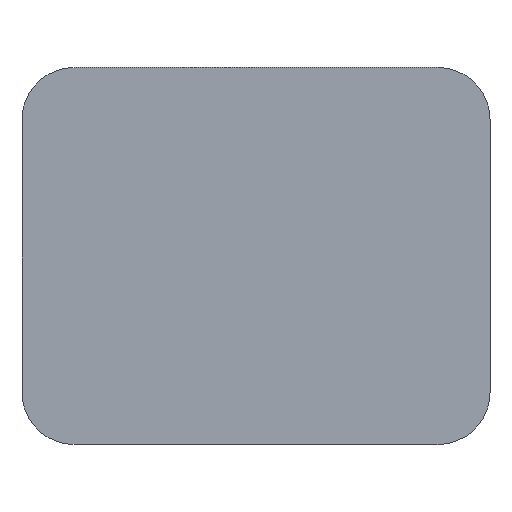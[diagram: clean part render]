
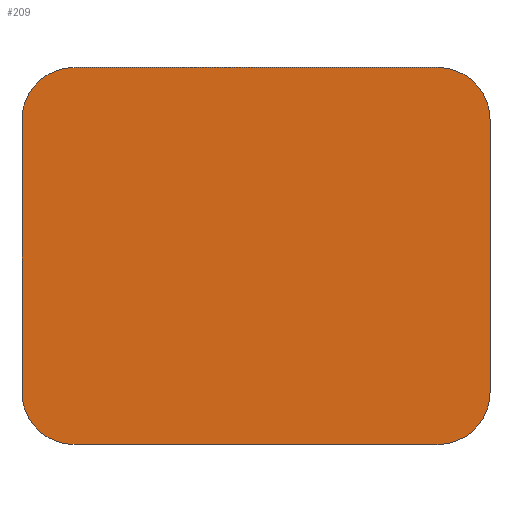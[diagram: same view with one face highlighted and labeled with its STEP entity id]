
A CAD part, top view. The second image highlights one B-rep face of the part: STEP entity #209.
In plain terms, the highlighted planar face has unit normal (0, 0, 1).
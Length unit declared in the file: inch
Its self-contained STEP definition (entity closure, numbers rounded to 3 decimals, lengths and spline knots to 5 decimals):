
#1 = ORIENTED_EDGE ( 'NONE', *, *, #227, .T. ) ;
#3 = VECTOR ( 'NONE', #365, 39.37008 ) ;
#4 = VERTEX_POINT ( 'NONE', #164 ) ;
#5 = LINE ( 'NONE', #212, #260 ) ;
#7 = LINE ( 'NONE', #328, #144 ) ;
#12 = DIRECTION ( 'NONE',  ( 0., 0., 1. ) ) ;
#20 = CARTESIAN_POINT ( 'NONE',  ( -0.55118, 0.57087, 0.02 ) ) ;
#21 = ORIENTED_EDGE ( 'NONE', *, *, #83, .T. ) ;
#24 = EDGE_CURVE ( 'NONE', #4, #123, #369, .T. ) ;
#30 = AXIS2_PLACEMENT_3D ( 'NONE', #170, #309, #79 ) ;
#35 = CARTESIAN_POINT ( 'NONE',  ( 0.55118, 0.57087, 0.02 ) ) ;
#40 = CARTESIAN_POINT ( 'NONE',  ( 0.55118, 0.41339, 0.02 ) ) ;
#44 = ORIENTED_EDGE ( 'NONE', *, *, #200, .T. ) ;
#54 = VERTEX_POINT ( 'NONE', #187 ) ;
#58 = VERTEX_POINT ( 'NONE', #20 ) ;
#59 = DIRECTION ( 'NONE',  ( 1., 0., 0. ) ) ;
#60 = AXIS2_PLACEMENT_3D ( 'NONE', #270, #221, #338 ) ;
#61 = DIRECTION ( 'NONE',  ( 0., 1., 0. ) ) ;
#63 = DIRECTION ( 'NONE',  ( 0., 0., 1. ) ) ;
#66 = DIRECTION ( 'NONE',  ( 1., 0., 0. ) ) ;
#74 = EDGE_CURVE ( 'NONE', #58, #224, #231, .T. ) ;
#75 = ORIENTED_EDGE ( 'NONE', *, *, #24, .T. ) ;
#76 = ORIENTED_EDGE ( 'NONE', *, *, #74, .T. ) ;
#79 = DIRECTION ( 'NONE',  ( 1., 0., 0. ) ) ;
#83 = EDGE_CURVE ( 'NONE', #176, #199, #281, .T. ) ;
#86 = EDGE_CURVE ( 'NONE', #224, #4, #163, .T. ) ;
#91 = PLANE ( 'NONE',  #358 ) ;
#102 = AXIS2_PLACEMENT_3D ( 'NONE', #127, #137, #249 ) ;
#123 = VERTEX_POINT ( 'NONE', #219 ) ;
#127 = CARTESIAN_POINT ( 'NONE',  ( -0.55118, -0.41339, 0.02 ) ) ;
#130 = DIRECTION ( 'NONE',  ( 1., 0., 0. ) ) ;
#135 = CARTESIAN_POINT ( 'NONE',  ( -0.70866, 0.57087, 0.02 ) ) ;
#137 = DIRECTION ( 'NONE',  ( 0., 0., 1. ) ) ;
#139 = CIRCLE ( 'NONE', #30, 0.15748 ) ;
#144 = VECTOR ( 'NONE', #61, 39.37008 ) ;
#152 = CARTESIAN_POINT ( 'NONE',  ( 0.55118, -0.57087, 0.02 ) ) ;
#154 = EDGE_CURVE ( 'NONE', #199, #58, #252, .T. ) ;
#158 = CARTESIAN_POINT ( 'NONE',  ( -0.70866, 0.57087, 0.02 ) ) ;
#163 = LINE ( 'NONE', #158, #3 ) ;
#164 = CARTESIAN_POINT ( 'NONE',  ( -0.70866, -0.41339, 0.02 ) ) ;
#166 = ORIENTED_EDGE ( 'NONE', *, *, #154, .T. ) ;
#170 = CARTESIAN_POINT ( 'NONE',  ( 0.55118, -0.41339, 0.02 ) ) ;
#176 = VERTEX_POINT ( 'NONE', #210 ) ;
#182 = CARTESIAN_POINT ( 'NONE',  ( -0.70866, 0.41339, 0.02 ) ) ;
#184 = CARTESIAN_POINT ( 'NONE',  ( -0.70866, -0.57087, 0.02 ) ) ;
#187 = CARTESIAN_POINT ( 'NONE',  ( 0.70866, -0.41339, 0.02 ) ) ;
#196 = ORIENTED_EDGE ( 'NONE', *, *, #86, .T. ) ;
#199 = VERTEX_POINT ( 'NONE', #35 ) ;
#200 = EDGE_CURVE ( 'NONE', #123, #259, #5, .T. ) ;
#209 = ADVANCED_FACE ( 'NONE', ( #215 ), #91, .T. ) ;
#210 = CARTESIAN_POINT ( 'NONE',  ( 0.70866, 0.41339, 0.02 ) ) ;
#212 = CARTESIAN_POINT ( 'NONE',  ( -0.70866, -0.57087, 0.02 ) ) ;
#215 = FACE_OUTER_BOUND ( 'NONE', #292, .T. ) ;
#219 = CARTESIAN_POINT ( 'NONE',  ( -0.55118, -0.57087, 0.02 ) ) ;
#221 = DIRECTION ( 'NONE',  ( 0., 0., 1. ) ) ;
#224 = VERTEX_POINT ( 'NONE', #182 ) ;
#227 = EDGE_CURVE ( 'NONE', #54, #176, #7, .T. ) ;
#231 = CIRCLE ( 'NONE', #60, 0.15748 ) ;
#247 = DIRECTION ( 'NONE',  ( -1., 0., 0. ) ) ;
#249 = DIRECTION ( 'NONE',  ( 1., 0., 0. ) ) ;
#252 = LINE ( 'NONE', #135, #311 ) ;
#259 = VERTEX_POINT ( 'NONE', #152 ) ;
#260 = VECTOR ( 'NONE', #59, 39.37008 ) ;
#270 = CARTESIAN_POINT ( 'NONE',  ( -0.55118, 0.41339, 0.02 ) ) ;
#281 = CIRCLE ( 'NONE', #377, 0.15748 ) ;
#286 = ORIENTED_EDGE ( 'NONE', *, *, #361, .T. ) ;
#292 = EDGE_LOOP ( 'NONE', ( #196, #75, #44, #286, #1, #21, #166, #76 ) ) ;
#309 = DIRECTION ( 'NONE',  ( 0., 0., 1. ) ) ;
#311 = VECTOR ( 'NONE', #247, 39.37008 ) ;
#328 = CARTESIAN_POINT ( 'NONE',  ( 0.70866, 0.57087, 0.02 ) ) ;
#338 = DIRECTION ( 'NONE',  ( 1., 0., 0. ) ) ;
#358 = AXIS2_PLACEMENT_3D ( 'NONE', #184, #63, #66 ) ;
#361 = EDGE_CURVE ( 'NONE', #259, #54, #139, .T. ) ;
#365 = DIRECTION ( 'NONE',  ( 0., -1., 0. ) ) ;
#369 = CIRCLE ( 'NONE', #102, 0.15748 ) ;
#377 = AXIS2_PLACEMENT_3D ( 'NONE', #40, #12, #130 ) ;
